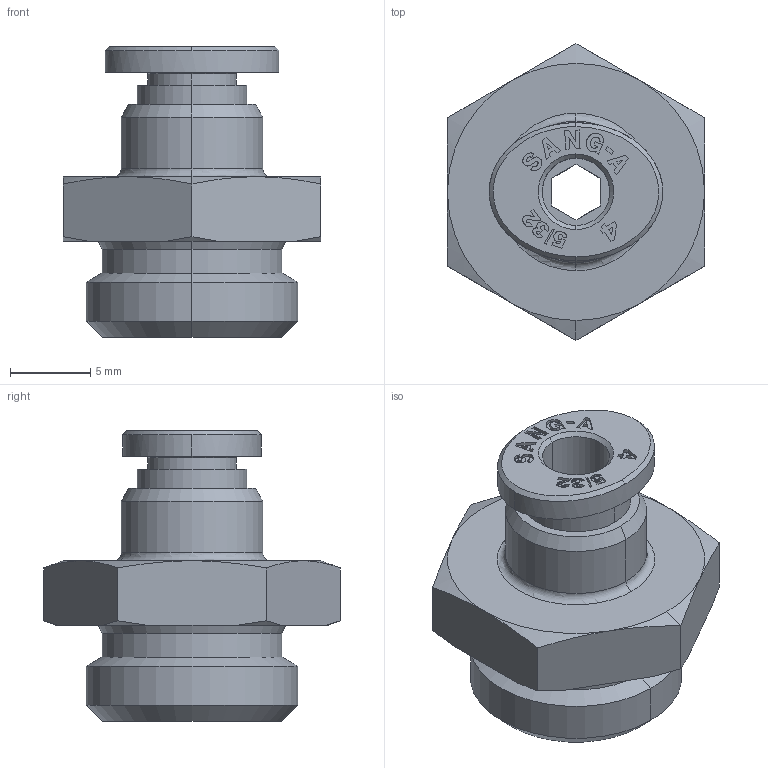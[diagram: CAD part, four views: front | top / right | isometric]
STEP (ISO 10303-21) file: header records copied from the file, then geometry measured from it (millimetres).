
FILE_DESCRIPTION (( 'STEP AP214' ), '1' );
FILE_NAME ('PC04-G02.stp', '2015-10-22T12:49:57', ( '' ), ( '' ), 'SwSTEP 2.0', 'SolidWorks 2015', '' );
FILE_SCHEMA (( 'AUTOMOTIVE_DESIGN' ));
Length unit declared in the file: millimetre
Products named in the file (2): ｦ+ﾃｦ1; PC04-G02
Assembly tree (1 placements, depth 2):
  PC04-G02
    ｦ+ﾃｦ1
Bounding box: 16 x 18.48 x 18.1 mm (x, y, z)
Volume: 1747.7 mm3; surface area: 1482.5 mm2
Topology: 1 solids, 1 shells, 427 faces, 1189 edges, 785 vertices
Faces by surface type: plane 347, bspline 30, cone 29, cylinder 19, torus 2
Entity records: 15053 total; most frequent: CARTESIAN_POINT 3746, ORIENTED_EDGE 2378, DIRECTION 1956, EDGE_CURVE 1189, LINE 1012, VECTOR 1012, VERTEX_POINT 785, AXIS2_PLACEMENT_3D 472
